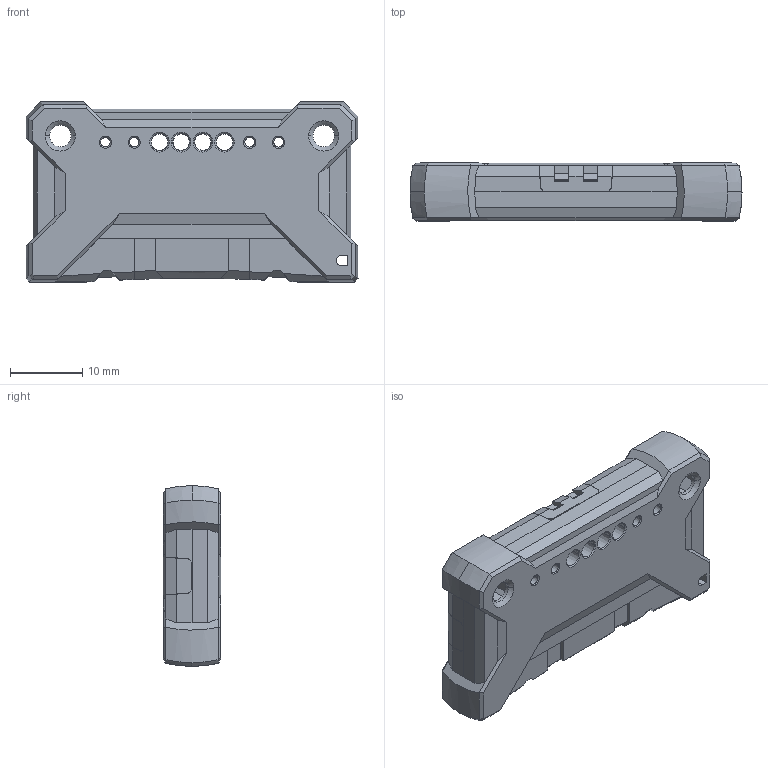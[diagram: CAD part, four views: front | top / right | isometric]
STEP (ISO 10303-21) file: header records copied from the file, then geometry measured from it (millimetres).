
FILE_DESCRIPTION((''),'2;1');
FILE_NAME('ASM0002_ASM','2019-05-29T',('wenchil222'),(''),'PRO/ENGINEER BY PARAMETRIC TECHNOLOGY CORPORATION, 2013430','PRO/ENGINEER BY PARAMETRIC TECHNOLOGY CORPORATION, 2013430','');
FILE_SCHEMA(('AUTOMOTIVE_DESIGN_CC2 { 1 2 10303 214 -1 1 5 2 }'));
Length unit declared in the file: millimetre
Products named in the file (5): PRT0006; PRT0005; PRT0002; ASM0001_ASM; ASM0002_ASM
Assembly tree (4 placements, depth 3):
  ASM0002_ASM
    ASM0001_ASM
      PRT0006
      PRT0005
      PRT0002
Bounding box: 46 x 8 x 25 mm (x, y, z)
Volume: 4794.1 mm3; surface area: 8551.9 mm2
Topology: 3 solids, 3 shells, 857 faces, 2312 edges, 1475 vertices
Faces by surface type: plane 578, cylinder 132, cone 98, bspline 49
Entity records: 35115 total; most frequent: CARTESIAN_POINT 6906, ORIENTED_EDGE 4624, DIRECTION 4030, PRESENTATION_STYLE_ASSIGNMENT 2315, STYLED_ITEM 2315, CURVE_STYLE 2312, EDGE_CURVE 2312, VECTOR 1680
